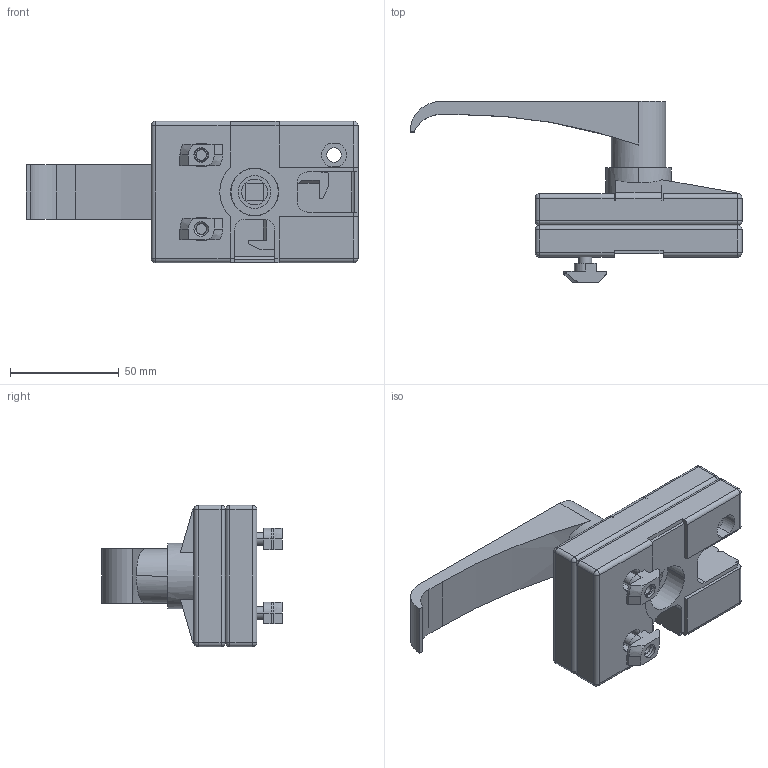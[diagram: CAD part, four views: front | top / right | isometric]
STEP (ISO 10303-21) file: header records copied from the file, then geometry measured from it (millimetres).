
FILE_DESCRIPTION(('STEP AP214'),'1');
FILE_NAME('cctmp_4C7DD4C5-6FAD-410B-BCC7-66B0BAD4CF98_2020_1_13_10_34_17_372..stp','2020-01-13T09:34:17',('Bosch Rexroth AG'),('CADClick - www.CADClick.com'),'Spatial InterOp 3D',' ','unknown authorization - (Healing Option Enabled)');
FILE_SCHEMA(('AUTOMOTIVE_DESIGN'));
Length unit declared in the file: millimetre
Products named in the file (1): 2020_01_13__10-34-17-372
Bounding box: 152.5 x 83.1 x 65 mm (x, y, z)
Volume: 193812.8 mm3; surface area: 45296.5 mm2
Topology: 1 solids, 2 shells, 365 faces, 958 edges, 607 vertices
Faces by surface type: plane 188, cylinder 145, sphere 16, cone 12, torus 4
Entity records: 14117 total; most frequent: DIRECTION 1997, CARTESIAN_POINT 1957, ORIENTED_EDGE 1884, EDGE_CURVE 942, AXIS2_PLACEMENT_3D 695, VERTEX_POINT 607, LINE 607, VECTOR 607
